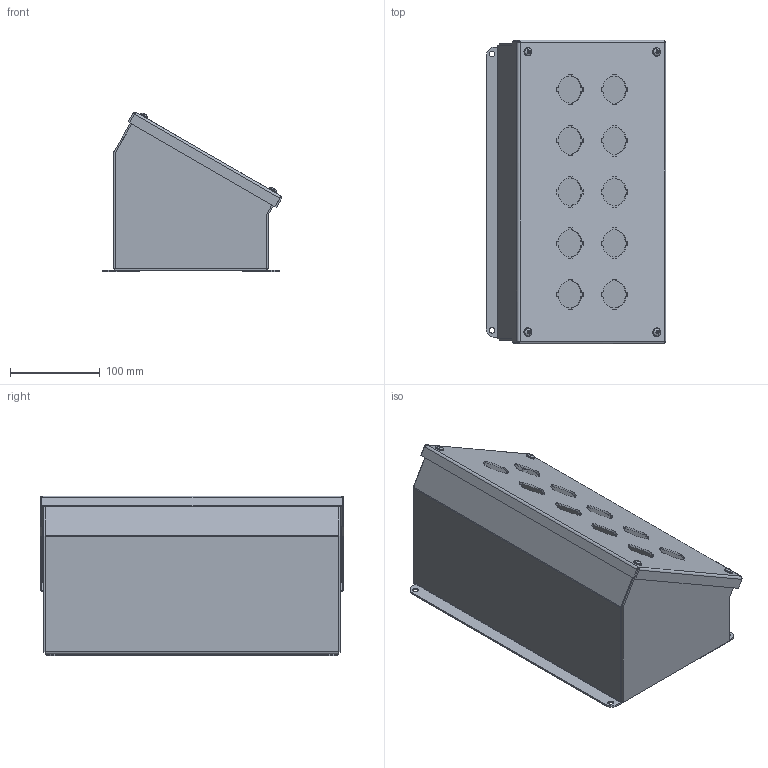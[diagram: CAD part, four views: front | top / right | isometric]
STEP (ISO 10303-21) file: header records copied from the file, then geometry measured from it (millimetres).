
FILE_DESCRIPTION(/* description */ ('WPBA10 BACK, TOP, & BOTTOM'),/* implementation_level */ '2;1');
FILE_NAME(/* name */ 'WPBA10.stp',/* time_stamp */ '2015-06-17T17:34:04+05:00',/* author */ ('schinnathambi'),/* organization */ (''),/* preprocessor_version */ 'ST-DEVELOPER v15.2',/* originating_system */ 'Autodesk Inventor 2014',/* authorisation */ '');
FILE_SCHEMA (('AUTOMOTIVE_DESIGN { 1 0 10303 214 3 1 1 }'));
Length unit declared in the file: inch
Products named in the file (10): WPBA10BKP; WPBA2ROWEWPR; WPBA2ROWEWPL; 34984; 39077; 372163; WPBA10LP; 34834; 38837; WPBA10
Bounding box: 199.98 x 338.76 x 178.2 mm (x, y, z)
Volume: 539232.3 mm3; surface area: 588410.5 mm2
Topology: 19 solids, 19 shells, 640 faces, 1644 edges, 1055 vertices
Faces by surface type: plane 411, cylinder 130, cone 65, torus 22, bspline 8, sphere 4
Full cylindrical faces by diameter (mm): 3.962 x4, 4.826 x5, 4.978 x4, 6.299 x4, 6.35 x5, 6.528 x4, 7.061 x4, 7.144 x4, 9.474 x4, 10.312 x4, 11.506 x4
Entity records: 13622 total; most frequent: CARTESIAN_POINT 2797, ORIENTED_EDGE 2110, DIRECTION 2090, EDGE_CURVE 1055, LINE 782, VECTOR 782, VERTEX_POINT 685, AXIS2_PLACEMENT_3D 654
